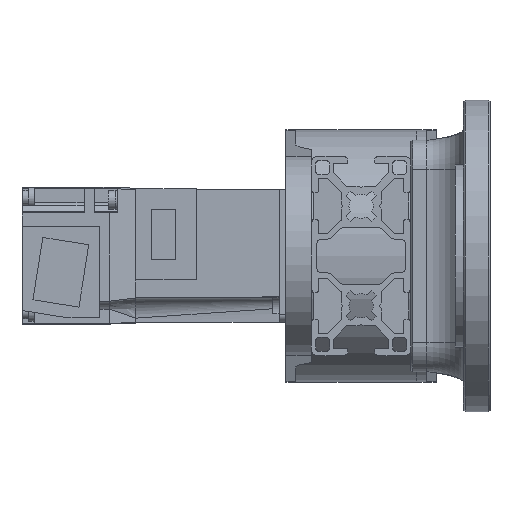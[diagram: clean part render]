
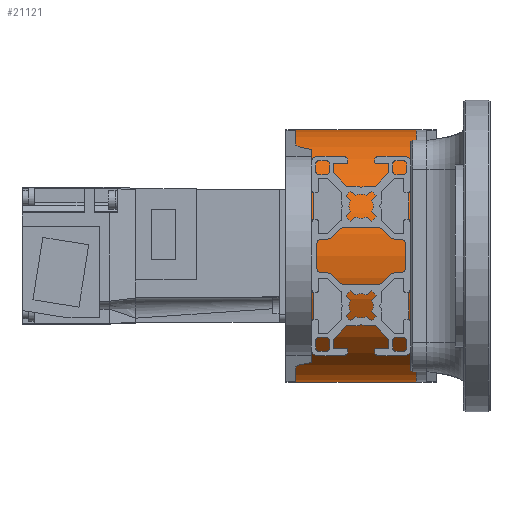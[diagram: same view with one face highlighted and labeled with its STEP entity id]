
A CAD part, left-side view. The second image highlights one B-rep face of the part: STEP entity #21121.
In plain terms, the highlighted cylindrical face has radius 38 mm (diameter 76 mm), a partial arc.
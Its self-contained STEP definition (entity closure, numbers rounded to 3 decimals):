
#1603=CYLINDRICAL_SURFACE('',#23490,38.);
#2473=FACE_OUTER_BOUND('',#3672,.T.);
#3672=EDGE_LOOP('',(#17893,#17894,#17895,#17896));
#5505=LINE('',#35815,#7236);
#5506=LINE('',#35819,#7237);
#7236=VECTOR('',#28469,10.);
#7237=VECTOR('',#28472,10.);
#8389=CIRCLE('',#23491,38.);
#8390=CIRCLE('',#23492,38.);
#10171=VERTEX_POINT('',#35813);
#10172=VERTEX_POINT('',#35814);
#10173=VERTEX_POINT('',#35816);
#10174=VERTEX_POINT('',#35818);
#12850=EDGE_CURVE('',#10171,#10172,#5505,.T.);
#12851=EDGE_CURVE('',#10173,#10172,#8389,.T.);
#12852=EDGE_CURVE('',#10174,#10173,#5506,.T.);
#12853=EDGE_CURVE('',#10174,#10171,#8390,.T.);
#17893=ORIENTED_EDGE('',*,*,#12850,.T.);
#17894=ORIENTED_EDGE('',*,*,#12851,.F.);
#17895=ORIENTED_EDGE('',*,*,#12852,.F.);
#17896=ORIENTED_EDGE('',*,*,#12853,.T.);
#21121=ADVANCED_FACE('',(#2473),#1603,.T.);
#23490=AXIS2_PLACEMENT_3D('',#35812,#28467,#28468);
#23491=AXIS2_PLACEMENT_3D('',#35817,#28470,#28471);
#23492=AXIS2_PLACEMENT_3D('',#35820,#28473,#28474);
#28467=DIRECTION('center_axis',(0.,0.,1.));
#28468=DIRECTION('ref_axis',(-1.,0.,0.));
#28469=DIRECTION('',(0.,0.,1.));
#28470=DIRECTION('center_axis',(0.,0.,1.));
#28471=DIRECTION('ref_axis',(-1.,0.,0.));
#28472=DIRECTION('',(0.,0.,1.));
#28473=DIRECTION('center_axis',(0.,0.,1.));
#28474=DIRECTION('ref_axis',(-1.,0.,0.));
#35812=CARTESIAN_POINT('Origin',(0.,-50.,0.));
#35813=CARTESIAN_POINT('',(38.,-50.,0.));
#35814=CARTESIAN_POINT('',(38.,-50.,36.3));
#35815=CARTESIAN_POINT('',(38.,-50.,0.));
#35816=CARTESIAN_POINT('',(-38.,-50.,36.3));
#35817=CARTESIAN_POINT('Origin',(0.,-50.,36.3));
#35818=CARTESIAN_POINT('',(-38.,-50.,0.));
#35819=CARTESIAN_POINT('',(-38.,-50.,0.));
#35820=CARTESIAN_POINT('Origin',(0.,-50.,0.));
